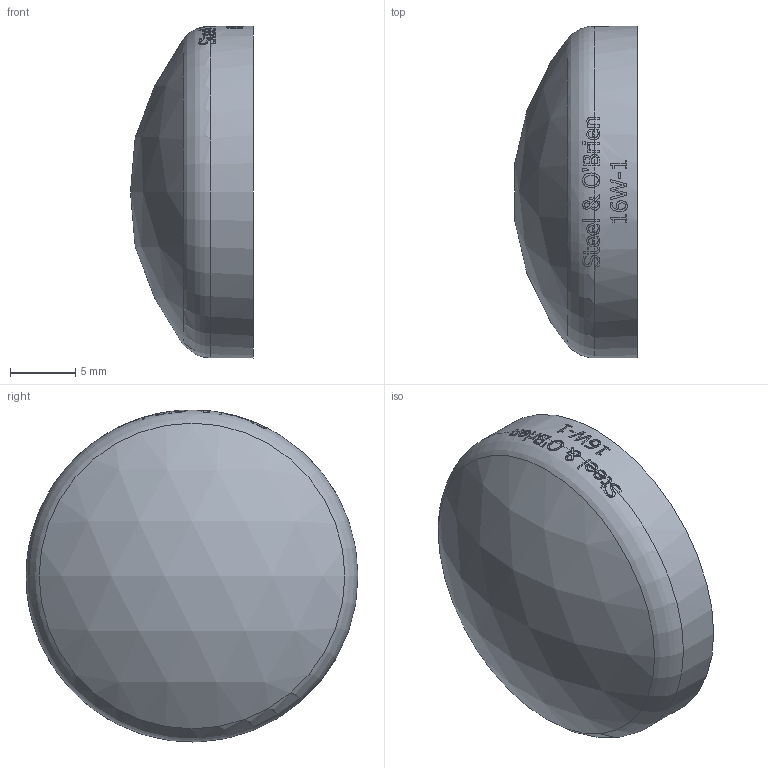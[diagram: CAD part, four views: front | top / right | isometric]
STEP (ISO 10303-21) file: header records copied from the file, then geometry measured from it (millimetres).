
FILE_DESCRIPTION(/* description */ (''),/* implementation_level */ '2;1');
FILE_NAME(/* name */ '16W-1.stp',/* time_stamp */ '2021-11-16T13:30:24-05:00',/* author */ ('rick'),/* organization */ (''),/* preprocessor_version */ 'ST-DEVELOPER v18.1',/* originating_system */ 'Autodesk Inventor 2020',/* authorisation */ '');
FILE_SCHEMA (('AUTOMOTIVE_DESIGN { 1 0 10303 214 3 1 1 }'));
Length unit declared in the file: inch
Products named in the file (1): 16W-1
Bounding box: 9.41 x 25.4 x 25.4 mm (x, y, z)
Volume: 1336.9 mm3; surface area: 1761.4 mm2
Topology: 1 solids, 1 shells, 311 faces, 890 edges, 595 vertices
Faces by surface type: bspline 140, plane 120, torus 25, cylinder 24, sphere 2
Full cylindrical faces by diameter (mm): 22.098 x1, 25.4 x1
Entity records: 13332 total; most frequent: CARTESIAN_POINT 6102, ORIENTED_EDGE 1780, DIRECTION 1035, EDGE_CURVE 890, VERTEX_POINT 595, B_SPLINE_CURVE_WITH_KNOTS 382, AXIS2_PLACEMENT_3D 355, LINE 325
